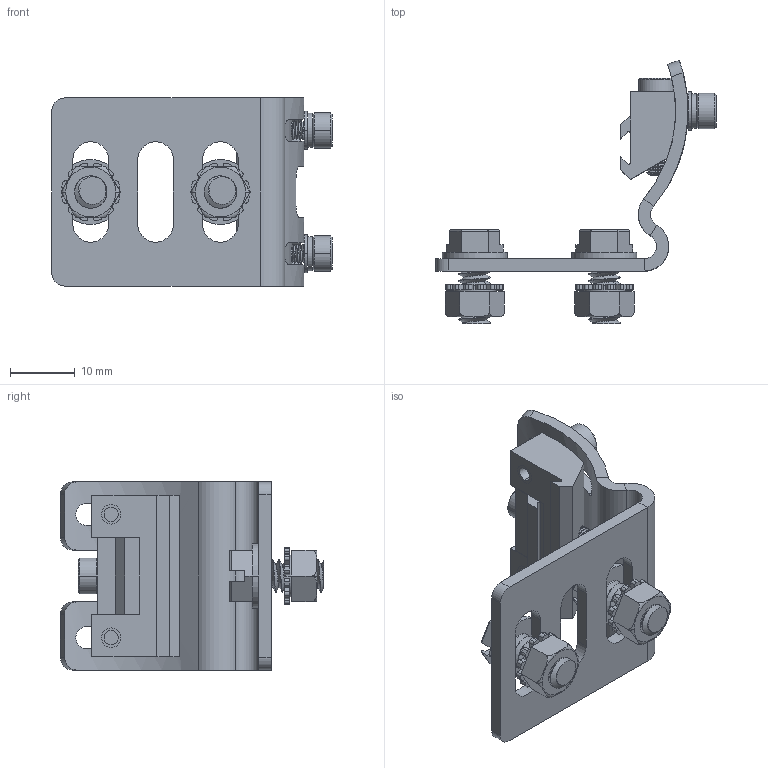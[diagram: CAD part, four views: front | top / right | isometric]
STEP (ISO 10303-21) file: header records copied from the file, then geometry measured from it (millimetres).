
FILE_DESCRIPTION((''),'2;1');
FILE_NAME('147225_ASM','2019-04-04T10:42:11',('pdmadmin'),('BANNER ENGINEERING'),'CREO PARAMETRIC BY PTC INC, 2018300','CREO PARAMETRIC BY PTC INC, 2018300','');
FILE_SCHEMA(('CONFIG_CONTROL_DESIGN'));
Products named in the file (12): 140909; 58892_GENERIC; 119057; 159330; 159329; 168324; 168324_WASHER_LOCK; 168324_WASHER_FLAT; 168324_ASM; 123308; 82842_ASM; 147225_ASM
Assembly tree (14 placements, depth 4):
  147225_ASM
    82842_ASM
      140909
      58892_GENERIC  x2
      119057  x2
      159330
      159329
      168324_ASM  x2
        168324
        168324_WASHER_LOCK
        168324_WASHER_FLAT
      123308
Bounding box: 43.23 x 40.6 x 29 mm (x, y, z)
Volume: 6084.9 mm3; surface area: 8597.5 mm2
Topology: 14 solids, 19 shells, 768 faces, 2069 edges, 1335 vertices
Faces by surface type: cylinder 359, plane 320, bspline 50, cone 35, torus 4
Entity records: 32932 total; most frequent: CARTESIAN_POINT 20637, ORIENTED_EDGE 2690, DIRECTION 2236, EDGE_CURVE 1353, VERTEX_POINT 875, AXIS2_PLACEMENT_3D 760, VECTOR 716, LINE 716
